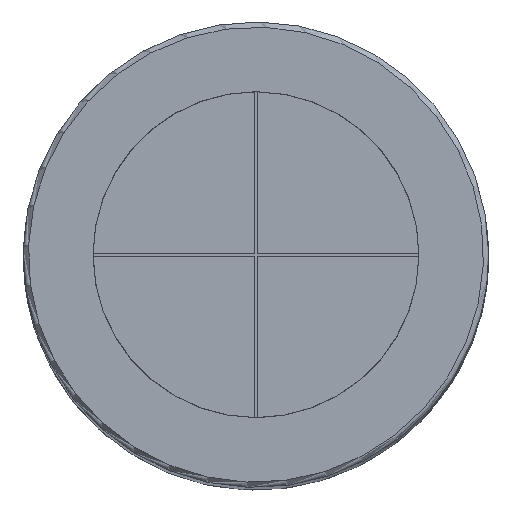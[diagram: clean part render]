
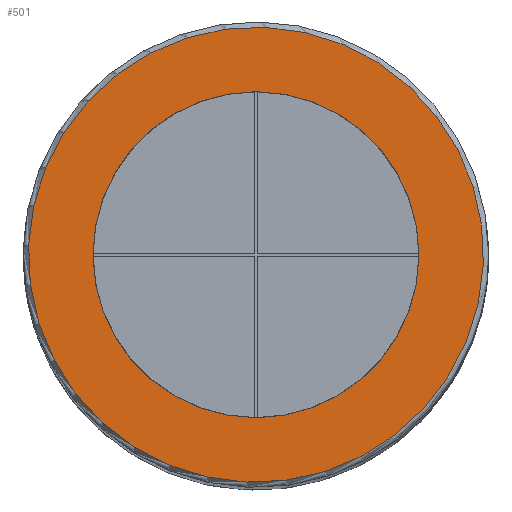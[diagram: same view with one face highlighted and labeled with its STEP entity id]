
A CAD part, top view. The second image highlights one B-rep face of the part: STEP entity #501.
In plain terms, the highlighted planar face has unit normal (0, 0, 1).
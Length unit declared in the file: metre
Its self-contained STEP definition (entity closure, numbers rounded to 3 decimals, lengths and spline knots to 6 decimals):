
#94=PLANE('',#597);
#129=CIRCLE('',#596,0.0063);
#130=CIRCLE('',#598,0.0088);
#247=ORIENTED_EDGE('',*,*,#312,.T.);
#248=ORIENTED_EDGE('',*,*,#313,.F.);
#312=EDGE_CURVE('',#357,#357,#129,.T.);
#313=EDGE_CURVE('',#358,#358,#130,.T.);
#357=VERTEX_POINT('',#974);
#358=VERTEX_POINT('',#977);
#409=EDGE_LOOP('',(#247));
#410=EDGE_LOOP('',(#248));
#457=FACE_BOUND('',#409,.T.);
#458=FACE_BOUND('',#410,.T.);
#501=ADVANCED_FACE('',(#457,#458),#94,.F.);
#596=AXIS2_PLACEMENT_3D('',#973,#735,#736);
#597=AXIS2_PLACEMENT_3D('',#975,#737,#738);
#598=AXIS2_PLACEMENT_3D('',#976,#739,#740);
#735=DIRECTION('',(0.,0.,-1.));
#736=DIRECTION('',(-1.,0.,0.));
#737=DIRECTION('',(0.,0.,-1.));
#738=DIRECTION('',(0.924,-0.383,0.));
#739=DIRECTION('',(0.,0.,-1.));
#740=DIRECTION('',(0.924,-0.383,0.));
#973=CARTESIAN_POINT('',(0.00375,0.,0.06));
#974=CARTESIAN_POINT('',(-0.00255,0.,0.06));
#975=CARTESIAN_POINT('',(0.00375,0.,0.06));
#976=CARTESIAN_POINT('',(0.00375,0.,0.06));
#977=CARTESIAN_POINT('',(0.01188,-0.003368,0.06));
